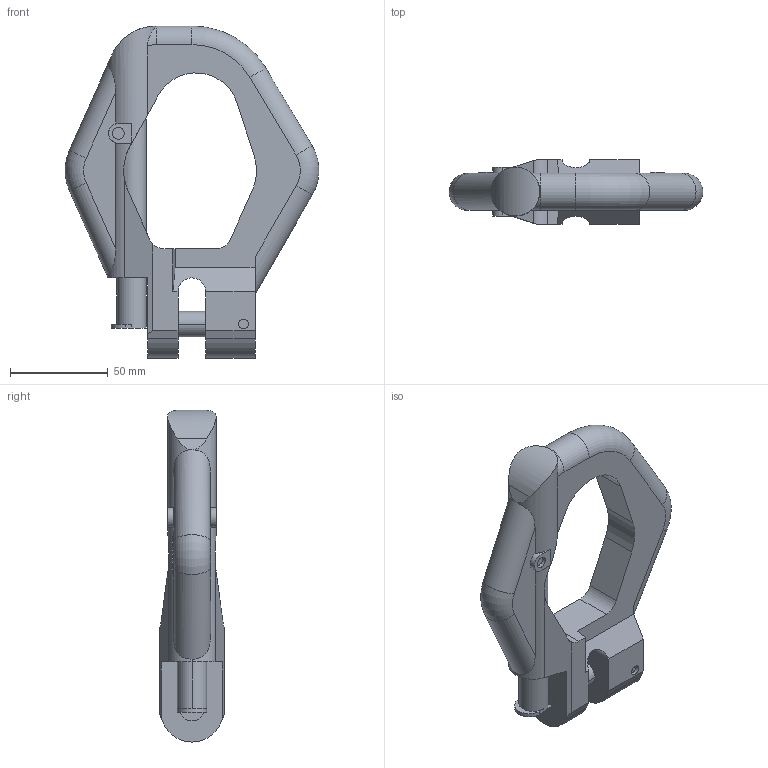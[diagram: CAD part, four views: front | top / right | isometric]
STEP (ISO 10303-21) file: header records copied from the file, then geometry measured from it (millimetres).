
FILE_DESCRIPTION((''),'2;1');
FILE_NAME('4VRH-13','2005-01-19T',('jakubetz'),(''),'PRO/ENGINEER BY PARAMETRIC TECHNOLOGY CORPORATION, 2001400','PRO/ENGINEER BY PARAMETRIC TECHNOLOGY CORPORATION, 2001400','');
FILE_SCHEMA(('CONFIG_CONTROL_DESIGN'));
Length unit declared in the file: millimetre
Products named in the file (1): 4VRH-13
Bounding box: 129.85 x 33 x 170 mm (x, y, z)
Volume: 219671.3 mm3; surface area: 39173.2 mm2
Topology: 1 solids, 1 shells, 285 faces, 806 edges, 539 vertices
Faces by surface type: plane 244, cylinder 37, torus 4
Entity records: 9424 total; most frequent: CARTESIAN_POINT 1943, ORIENTED_EDGE 1612, DIRECTION 1431, EDGE_CURVE 806, VECTOR 691, LINE 691, VERTEX_POINT 539, AXIS2_PLACEMENT_3D 370
